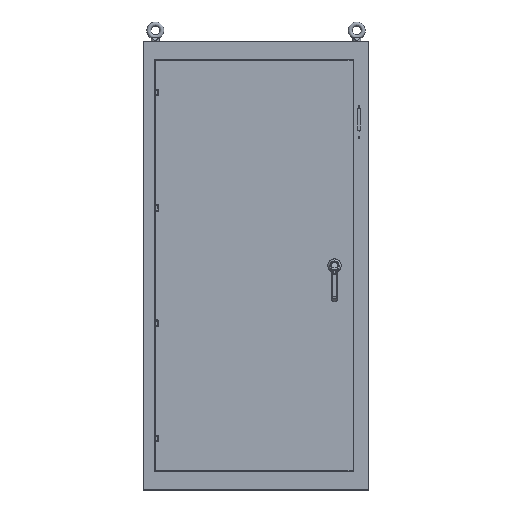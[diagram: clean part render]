
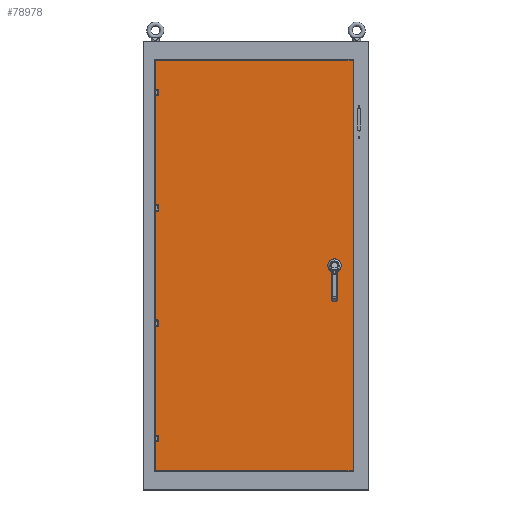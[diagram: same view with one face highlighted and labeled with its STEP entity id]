
A CAD part, top view. The second image highlights one B-rep face of the part: STEP entity #78978.
In plain terms, the highlighted planar face has unit normal (0, 0, 1).
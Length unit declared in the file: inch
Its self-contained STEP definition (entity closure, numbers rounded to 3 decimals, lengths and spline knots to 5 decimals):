
#99 = DIRECTION ( 'NONE',  ( 0., 1., 0. ) ) ;
#317 = DIRECTION ( 'NONE',  ( 0., 0., -1. ) ) ;
#3732 = VERTEX_POINT ( 'NONE', #67805 ) ;
#14588 = CARTESIAN_POINT ( 'NONE',  ( 14.7125, 0., 10.058 ) ) ;
#16596 = CIRCLE ( 'NONE', #124673, 0.43307 ) ;
#29322 = CARTESIAN_POINT ( 'NONE',  ( -0.2812, 0., 10.058 ) ) ;
#32265 = VERTEX_POINT ( 'NONE', #111025 ) ;
#37138 = DIRECTION ( 'NONE',  ( 0., -1., 0. ) ) ;
#37407 = ORIENTED_EDGE ( 'NONE', *, *, #74655, .T. ) ;
#39697 = CARTESIAN_POINT ( 'NONE',  ( 14.7125, 31.15, 10.058 ) ) ;
#44423 = EDGE_CURVE ( 'NONE', #161152, #161152, #16596, .T. ) ;
#48530 = FACE_OUTER_BOUND ( 'NONE', #117071, .T. ) ;
#51560 = ORIENTED_EDGE ( 'NONE', *, *, #74516, .T. ) ;
#67805 = CARTESIAN_POINT ( 'NONE',  ( 14.7125, -31.15, 10.058 ) ) ;
#74516 = EDGE_CURVE ( 'NONE', #135101, #32265, #184050, .T. ) ;
#74655 = EDGE_CURVE ( 'NONE', #32265, #3732, #144361, .T. ) ;
#78109 = EDGE_CURVE ( 'NONE', #100718, #135101, #169743, .T. ) ;
#78978 = ADVANCED_FACE ( 'NONE', ( #180959, #48530 ), #107502, .F. ) ;
#83455 = DIRECTION ( 'NONE',  ( 1., 0., 0. ) ) ;
#87733 = DIRECTION ( 'NONE',  ( 0., 0., -1. ) ) ;
#89915 = LINE ( 'NONE', #14588, #169629 ) ;
#96542 = VECTOR ( 'NONE', #83455, 39.37008 ) ;
#100718 = VERTEX_POINT ( 'NONE', #39697 ) ;
#102640 = EDGE_CURVE ( 'NONE', #3732, #100718, #89915, .T. ) ;
#103660 = CARTESIAN_POINT ( 'NONE',  ( -15.2749, 31.15, 10.058 ) ) ;
#107502 = PLANE ( 'NONE',  #125241 ) ;
#110601 = CARTESIAN_POINT ( 'NONE',  ( -15.2749, 0., 10.058 ) ) ;
#111025 = CARTESIAN_POINT ( 'NONE',  ( -15.2749, -31.15, 10.058 ) ) ;
#117071 = EDGE_LOOP ( 'NONE', ( #51560, #37407, #189373, #159630 ) ) ;
#124673 = AXIS2_PLACEMENT_3D ( 'NONE', #142894, #87733, #162162 ) ;
#125241 = AXIS2_PLACEMENT_3D ( 'NONE', #29322, #317, #148153 ) ;
#135101 = VERTEX_POINT ( 'NONE', #103660 ) ;
#142894 = CARTESIAN_POINT ( 'NONE',  ( 11.90384, 0., 10.058 ) ) ;
#144361 = LINE ( 'NONE', #174313, #96542 ) ;
#148153 = DIRECTION ( 'NONE',  ( -1., 0., 0. ) ) ;
#153099 = EDGE_LOOP ( 'NONE', ( #188795 ) ) ;
#155982 = VECTOR ( 'NONE', #171674, 39.37008 ) ;
#159233 = CARTESIAN_POINT ( 'NONE',  ( 11.47077, 0., 10.058 ) ) ;
#159630 = ORIENTED_EDGE ( 'NONE', *, *, #78109, .T. ) ;
#161152 = VERTEX_POINT ( 'NONE', #159233 ) ;
#162162 = DIRECTION ( 'NONE',  ( -1., 0., 0. ) ) ;
#169629 = VECTOR ( 'NONE', #99, 39.37008 ) ;
#169743 = LINE ( 'NONE', #184271, #155982 ) ;
#171674 = DIRECTION ( 'NONE',  ( -1., 0., 0. ) ) ;
#174313 = CARTESIAN_POINT ( 'NONE',  ( -0.2812, -31.15, 10.058 ) ) ;
#180959 = FACE_BOUND ( 'NONE', #153099, .T. ) ;
#184050 = LINE ( 'NONE', #110601, #186084 ) ;
#184271 = CARTESIAN_POINT ( 'NONE',  ( -0.2812, 31.15, 10.058 ) ) ;
#186084 = VECTOR ( 'NONE', #37138, 39.37008 ) ;
#188795 = ORIENTED_EDGE ( 'NONE', *, *, #44423, .T. ) ;
#189373 = ORIENTED_EDGE ( 'NONE', *, *, #102640, .T. ) ;
